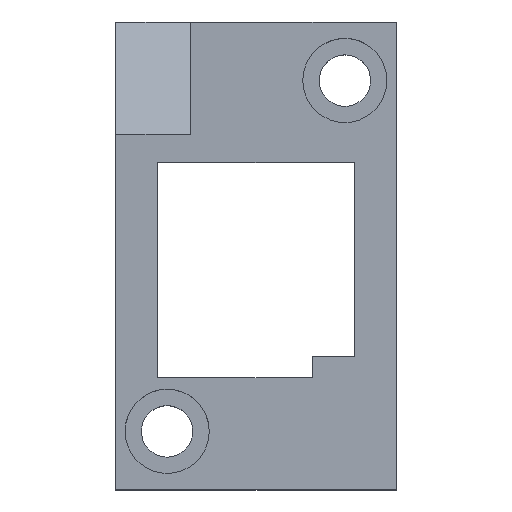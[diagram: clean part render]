
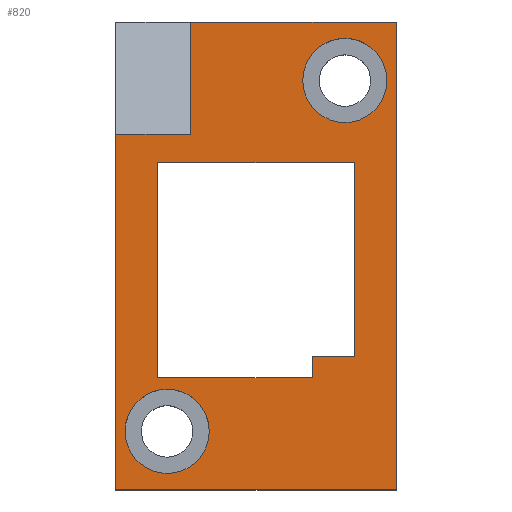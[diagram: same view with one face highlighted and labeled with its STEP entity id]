
A CAD part, top view. The second image highlights one B-rep face of the part: STEP entity #820.
In plain terms, the highlighted planar face has unit normal (0, 0, 1).
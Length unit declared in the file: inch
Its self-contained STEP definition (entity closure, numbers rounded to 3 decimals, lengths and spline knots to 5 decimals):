
#23=FACE_BOUND('',#108,.T.);
#24=FACE_BOUND('',#109,.T.);
#25=FACE_BOUND('',#110,.T.);
#33=CIRCLE('',#875,0.09);
#35=CIRCLE('',#884,0.09);
#60=FACE_OUTER_BOUND('',#107,.T.);
#107=EDGE_LOOP('',(#604,#605,#606,#607,#608,#609));
#108=EDGE_LOOP('',(#610));
#109=EDGE_LOOP('',(#611,#612,#613,#614,#615,#616));
#110=EDGE_LOOP('',(#617));
#149=LINE('',#1144,#252);
#153=LINE('',#1152,#256);
#161=LINE('',#1167,#264);
#165=LINE('',#1181,#268);
#168=LINE('',#1187,#271);
#171=LINE('',#1193,#274);
#174=LINE('',#1199,#277);
#177=LINE('',#1205,#280);
#180=LINE('',#1209,#283);
#182=LINE('',#1218,#285);
#186=LINE('',#1226,#289);
#189=LINE('',#1230,#292);
#252=VECTOR('',#929,0.3937);
#256=VECTOR('',#935,0.3937);
#264=VECTOR('',#947,0.3937);
#268=VECTOR('',#959,0.3937);
#271=VECTOR('',#964,0.3937);
#274=VECTOR('',#969,0.3937);
#277=VECTOR('',#974,0.3937);
#280=VECTOR('',#979,0.3937);
#283=VECTOR('',#984,0.3937);
#285=VECTOR('',#994,0.3937);
#289=VECTOR('',#1000,0.3937);
#292=VECTOR('',#1005,0.3937);
#355=VERTEX_POINT('',#1142);
#356=VERTEX_POINT('',#1143);
#359=VERTEX_POINT('',#1151);
#364=VERTEX_POINT('',#1165);
#365=VERTEX_POINT('',#1169);
#369=VERTEX_POINT('',#1178);
#370=VERTEX_POINT('',#1180);
#372=VERTEX_POINT('',#1186);
#374=VERTEX_POINT('',#1192);
#376=VERTEX_POINT('',#1198);
#378=VERTEX_POINT('',#1204);
#379=VERTEX_POINT('',#1211);
#381=VERTEX_POINT('',#1217);
#384=VERTEX_POINT('',#1225);
#429=EDGE_CURVE('',#355,#356,#149,.T.);
#433=EDGE_CURVE('',#356,#359,#153,.T.);
#441=EDGE_CURVE('',#359,#364,#161,.T.);
#442=EDGE_CURVE('',#365,#365,#33,.T.);
#447=EDGE_CURVE('',#370,#369,#165,.T.);
#450=EDGE_CURVE('',#372,#370,#168,.T.);
#453=EDGE_CURVE('',#374,#372,#171,.T.);
#456=EDGE_CURVE('',#376,#374,#174,.T.);
#459=EDGE_CURVE('',#378,#376,#177,.T.);
#462=EDGE_CURVE('',#369,#378,#180,.T.);
#463=EDGE_CURVE('',#379,#379,#35,.T.);
#466=EDGE_CURVE('',#381,#355,#182,.T.);
#470=EDGE_CURVE('',#384,#381,#186,.T.);
#473=EDGE_CURVE('',#364,#384,#189,.T.);
#604=ORIENTED_EDGE('',*,*,#433,.T.);
#605=ORIENTED_EDGE('',*,*,#441,.T.);
#606=ORIENTED_EDGE('',*,*,#473,.T.);
#607=ORIENTED_EDGE('',*,*,#470,.T.);
#608=ORIENTED_EDGE('',*,*,#466,.T.);
#609=ORIENTED_EDGE('',*,*,#429,.T.);
#610=ORIENTED_EDGE('',*,*,#463,.T.);
#611=ORIENTED_EDGE('',*,*,#462,.T.);
#612=ORIENTED_EDGE('',*,*,#459,.T.);
#613=ORIENTED_EDGE('',*,*,#456,.T.);
#614=ORIENTED_EDGE('',*,*,#453,.T.);
#615=ORIENTED_EDGE('',*,*,#450,.T.);
#616=ORIENTED_EDGE('',*,*,#447,.T.);
#617=ORIENTED_EDGE('',*,*,#442,.T.);
#775=PLANE('',#889);
#820=ADVANCED_FACE('',(#60,#23,#24,#25),#775,.T.);
#875=AXIS2_PLACEMENT_3D('',#1170,#950,#951);
#884=AXIS2_PLACEMENT_3D('',#1212,#987,#988);
#889=AXIS2_PLACEMENT_3D('',#1231,#1006,#1007);
#929=DIRECTION('',(0.,-1.,0.));
#935=DIRECTION('',(-1.,0.,0.));
#947=DIRECTION('',(0.,-1.,0.));
#950=DIRECTION('center_axis',(0.,0.,-1.));
#951=DIRECTION('ref_axis',(1.,0.,0.));
#959=DIRECTION('',(-1.,0.,0.));
#964=DIRECTION('',(0.,-1.,0.));
#969=DIRECTION('',(1.,0.,0.));
#974=DIRECTION('',(0.,1.,0.));
#979=DIRECTION('',(-1.,0.,0.));
#984=DIRECTION('',(0.,-1.,0.));
#987=DIRECTION('center_axis',(0.,0.,-1.));
#988=DIRECTION('ref_axis',(1.,0.,0.));
#994=DIRECTION('',(-1.,0.,0.));
#1000=DIRECTION('',(0.,1.,0.));
#1005=DIRECTION('',(1.,0.,0.));
#1006=DIRECTION('center_axis',(0.,0.,1.));
#1007=DIRECTION('ref_axis',(1.,0.,0.));
#1142=CARTESIAN_POINT('',(0.16,1.,0.125));
#1143=CARTESIAN_POINT('',(0.16,0.76,0.125));
#1144=CARTESIAN_POINT('',(0.16,0.75,0.125));
#1151=CARTESIAN_POINT('',(0.,0.76,0.125));
#1152=CARTESIAN_POINT('',(0.23,0.76,0.125));
#1165=CARTESIAN_POINT('',(0.,0.,0.125));
#1167=CARTESIAN_POINT('',(0.,1.,0.125));
#1169=CARTESIAN_POINT('',(0.02,0.125,0.125));
#1170=CARTESIAN_POINT('Origin',(0.11,0.125,0.125));
#1178=CARTESIAN_POINT('',(0.42,0.285,0.125));
#1180=CARTESIAN_POINT('',(0.51,0.285,0.125));
#1181=CARTESIAN_POINT('',(0.42,0.285,0.125));
#1186=CARTESIAN_POINT('',(0.51,0.7,0.125));
#1187=CARTESIAN_POINT('',(0.51,0.76,0.125));
#1192=CARTESIAN_POINT('',(0.09,0.7,0.125));
#1193=CARTESIAN_POINT('',(0.09,0.7,0.125));
#1198=CARTESIAN_POINT('',(0.09,0.24,0.125));
#1199=CARTESIAN_POINT('',(0.09,0.24,0.125));
#1204=CARTESIAN_POINT('',(0.42,0.24,0.125));
#1205=CARTESIAN_POINT('',(0.51,0.24,0.125));
#1209=CARTESIAN_POINT('',(0.42,0.24,0.125));
#1211=CARTESIAN_POINT('',(0.4,0.875,0.125));
#1212=CARTESIAN_POINT('Origin',(0.49,0.875,0.125));
#1217=CARTESIAN_POINT('',(0.6,1.,0.125));
#1218=CARTESIAN_POINT('',(0.6,1.,0.125));
#1225=CARTESIAN_POINT('',(0.6,0.,0.125));
#1226=CARTESIAN_POINT('',(0.6,0.,0.125));
#1230=CARTESIAN_POINT('',(0.,0.,0.125));
#1231=CARTESIAN_POINT('Origin',(0.3,0.5,0.125));
